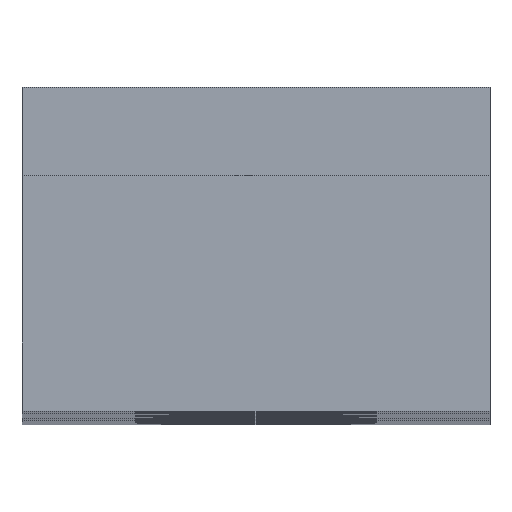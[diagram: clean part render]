
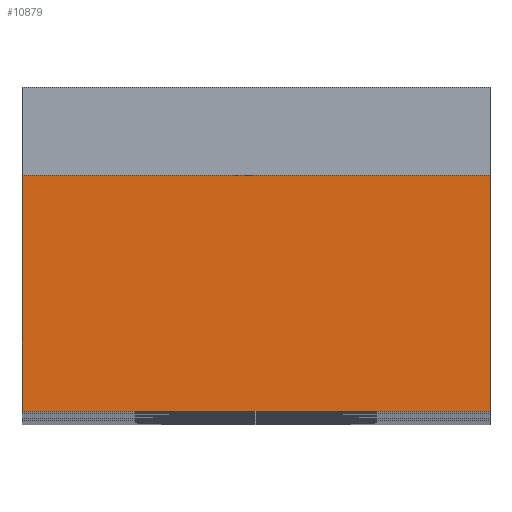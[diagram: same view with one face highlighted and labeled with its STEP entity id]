
A CAD part, top view. The second image highlights one B-rep face of the part: STEP entity #10879.
In plain terms, the highlighted planar face has unit normal (0, 0, 1).
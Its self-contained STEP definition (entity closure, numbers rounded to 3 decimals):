
#6843 = PLANE('',#6844);
#6844 = AXIS2_PLACEMENT_3D('',#6845,#6846,#6847);
#6845 = CARTESIAN_POINT('',(-7.94,0.,267.026));
#6846 = DIRECTION('',(1.,0.,0.));
#6847 = DIRECTION('',(0.,0.,-1.));
#6995 = PLANE('',#6996);
#6996 = AXIS2_PLACEMENT_3D('',#6997,#6998,#6999);
#6997 = CARTESIAN_POINT('',(7.94,0.,222.522));
#6998 = DIRECTION('',(-1.,0.,0.));
#6999 = DIRECTION('',(0.,0.,1.));
#7400 = PLANE('',#7401);
#7401 = AXIS2_PLACEMENT_3D('',#7402,#7403,#7404);
#7402 = CARTESIAN_POINT('',(0.,-8.,244.774));
#7403 = DIRECTION('',(0.,1.,0.));
#7404 = DIRECTION('',(0.,0.,1.));
#8859 = EDGE_CURVE('',#8860,#8862,#8864,.T.);
#8860 = VERTEX_POINT('',#8861);
#8861 = CARTESIAN_POINT('',(-7.94,0.,267.026));
#8862 = VERTEX_POINT('',#8863);
#8863 = CARTESIAN_POINT('',(-7.94,-8.,267.026));
#8864 = SURFACE_CURVE('',#8865,(#8869,#8876),.PCURVE_S1.);
#8865 = LINE('',#8866,#8867);
#8866 = CARTESIAN_POINT('',(-7.94,0.,267.026));
#8867 = VECTOR('',#8868,1.);
#8868 = DIRECTION('',(0.,-1.,0.));
#8869 = PCURVE('',#6843,#8870);
#8870 = DEFINITIONAL_REPRESENTATION('',(#8871),#8875);
#8871 = LINE('',#8872,#8873);
#8872 = CARTESIAN_POINT('',(0.,0.));
#8873 = VECTOR('',#8874,1.);
#8874 = DIRECTION('',(0.,-1.));
#8875 = ( GEOMETRIC_REPRESENTATION_CONTEXT(2) 
PARAMETRIC_REPRESENTATION_CONTEXT() REPRESENTATION_CONTEXT('2D SPACE',''
  ) );
#8876 = PCURVE('',#8877,#8882);
#8877 = PLANE('',#8878);
#8878 = AXIS2_PLACEMENT_3D('',#8879,#8880,#8881);
#8879 = CARTESIAN_POINT('',(7.94,0.,267.026));
#8880 = DIRECTION('',(0.,0.,-1.));
#8881 = DIRECTION('',(-1.,0.,0.));
#8882 = DEFINITIONAL_REPRESENTATION('',(#8883),#8887);
#8883 = LINE('',#8884,#8885);
#8884 = CARTESIAN_POINT('',(15.88,0.));
#8885 = VECTOR('',#8886,1.);
#8886 = DIRECTION('',(0.,-1.));
#8887 = ( GEOMETRIC_REPRESENTATION_CONTEXT(2) 
PARAMETRIC_REPRESENTATION_CONTEXT() REPRESENTATION_CONTEXT('2D SPACE',''
  ) );
#8991 = VERTEX_POINT('',#8992);
#8992 = CARTESIAN_POINT('',(7.94,-8.,267.026));
#9013 = EDGE_CURVE('',#9014,#8991,#9016,.T.);
#9014 = VERTEX_POINT('',#9015);
#9015 = CARTESIAN_POINT('',(7.94,0.,267.026));
#9016 = SURFACE_CURVE('',#9017,(#9021,#9028),.PCURVE_S1.);
#9017 = LINE('',#9018,#9019);
#9018 = CARTESIAN_POINT('',(7.94,0.,267.026));
#9019 = VECTOR('',#9020,1.);
#9020 = DIRECTION('',(0.,-1.,0.));
#9021 = PCURVE('',#6995,#9022);
#9022 = DEFINITIONAL_REPRESENTATION('',(#9023),#9027);
#9023 = LINE('',#9024,#9025);
#9024 = CARTESIAN_POINT('',(44.504,0.));
#9025 = VECTOR('',#9026,1.);
#9026 = DIRECTION('',(0.,-1.));
#9027 = ( GEOMETRIC_REPRESENTATION_CONTEXT(2) 
PARAMETRIC_REPRESENTATION_CONTEXT() REPRESENTATION_CONTEXT('2D SPACE',''
  ) );
#9028 = PCURVE('',#8877,#9029);
#9029 = DEFINITIONAL_REPRESENTATION('',(#9030),#9034);
#9030 = LINE('',#9031,#9032);
#9031 = CARTESIAN_POINT('',(0.,0.));
#9032 = VECTOR('',#9033,1.);
#9033 = DIRECTION('',(0.,-1.));
#9034 = ( GEOMETRIC_REPRESENTATION_CONTEXT(2) 
PARAMETRIC_REPRESENTATION_CONTEXT() REPRESENTATION_CONTEXT('2D SPACE',''
  ) );
#9415 = EDGE_CURVE('',#8991,#8862,#9416,.T.);
#9416 = SURFACE_CURVE('',#9417,(#9421,#9428),.PCURVE_S1.);
#9417 = LINE('',#9418,#9419);
#9418 = CARTESIAN_POINT('',(7.94,-8.,267.026));
#9419 = VECTOR('',#9420,1.);
#9420 = DIRECTION('',(-1.,0.,0.));
#9421 = PCURVE('',#7400,#9422);
#9422 = DEFINITIONAL_REPRESENTATION('',(#9423),#9427);
#9423 = LINE('',#9424,#9425);
#9424 = CARTESIAN_POINT('',(22.252,7.94));
#9425 = VECTOR('',#9426,1.);
#9426 = DIRECTION('',(-0.,-1.));
#9427 = ( GEOMETRIC_REPRESENTATION_CONTEXT(2) 
PARAMETRIC_REPRESENTATION_CONTEXT() REPRESENTATION_CONTEXT('2D SPACE',''
  ) );
#9428 = PCURVE('',#8877,#9429);
#9429 = DEFINITIONAL_REPRESENTATION('',(#9430),#9434);
#9430 = LINE('',#9431,#9432);
#9431 = CARTESIAN_POINT('',(0.,-8.));
#9432 = VECTOR('',#9433,1.);
#9433 = DIRECTION('',(1.,0.));
#9434 = ( GEOMETRIC_REPRESENTATION_CONTEXT(2) 
PARAMETRIC_REPRESENTATION_CONTEXT() REPRESENTATION_CONTEXT('2D SPACE',''
  ) );
#10879 = ADVANCED_FACE('',(#10880),#8877,.F.);
#10880 = FACE_BOUND('',#10881,.F.);
#10881 = EDGE_LOOP('',(#10882,#10883,#10884,#10885));
#10882 = ORIENTED_EDGE('',*,*,#9013,.T.);
#10883 = ORIENTED_EDGE('',*,*,#9415,.T.);
#10884 = ORIENTED_EDGE('',*,*,#8859,.F.);
#10885 = ORIENTED_EDGE('',*,*,#10886,.F.);
#10886 = EDGE_CURVE('',#9014,#8860,#10887,.T.);
#10887 = SURFACE_CURVE('',#10888,(#10892,#10899),.PCURVE_S1.);
#10888 = LINE('',#10889,#10890);
#10889 = CARTESIAN_POINT('',(7.94,0.,267.026));
#10890 = VECTOR('',#10891,1.);
#10891 = DIRECTION('',(-1.,0.,0.));
#10892 = PCURVE('',#8877,#10893);
#10893 = DEFINITIONAL_REPRESENTATION('',(#10894),#10898);
#10894 = LINE('',#10895,#10896);
#10895 = CARTESIAN_POINT('',(0.,0.));
#10896 = VECTOR('',#10897,1.);
#10897 = DIRECTION('',(1.,0.));
#10898 = ( GEOMETRIC_REPRESENTATION_CONTEXT(2) 
PARAMETRIC_REPRESENTATION_CONTEXT() REPRESENTATION_CONTEXT('2D SPACE',''
  ) );
#10899 = PCURVE('',#10900,#10905);
#10900 = PLANE('',#10901);
#10901 = AXIS2_PLACEMENT_3D('',#10902,#10903,#10904);
#10902 = CARTESIAN_POINT('',(-7.94,0.,267.026));
#10903 = DIRECTION('',(0.,0.,-1.));
#10904 = DIRECTION('',(1.,0.,0.));
#10905 = DEFINITIONAL_REPRESENTATION('',(#10906),#10910);
#10906 = LINE('',#10907,#10908);
#10907 = CARTESIAN_POINT('',(15.88,0.));
#10908 = VECTOR('',#10909,1.);
#10909 = DIRECTION('',(-1.,-0.));
#10910 = ( GEOMETRIC_REPRESENTATION_CONTEXT(2) 
PARAMETRIC_REPRESENTATION_CONTEXT() REPRESENTATION_CONTEXT('2D SPACE',''
  ) );
